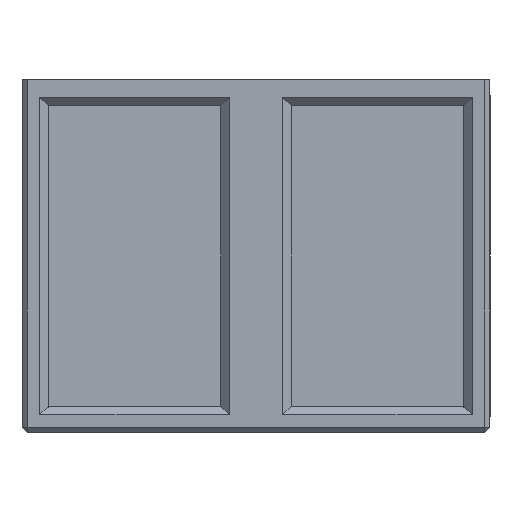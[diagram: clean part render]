
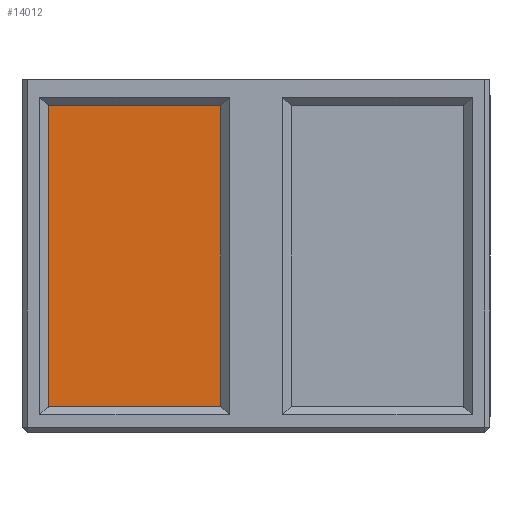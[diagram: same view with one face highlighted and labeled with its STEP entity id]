
A CAD part, front view. The second image highlights one B-rep face of the part: STEP entity #14012.
In plain terms, the highlighted planar face has unit normal (0, -1, 0).
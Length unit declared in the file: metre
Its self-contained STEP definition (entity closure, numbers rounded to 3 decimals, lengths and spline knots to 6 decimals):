
#429 = VERTEX_POINT ( 'NONE', #12992 ) ;
#1217 = FACE_OUTER_BOUND ( 'NONE', #14188, .T. ) ;
#1760 = VERTEX_POINT ( 'NONE', #4537 ) ;
#1841 = VECTOR ( 'NONE', #8205, 1. ) ;
#2035 = LINE ( 'NONE', #13363, #1841 ) ;
#2403 = LINE ( 'NONE', #15991, #15649 ) ;
#2664 = CARTESIAN_POINT ( 'NONE',  ( -1.175, -15.3, -1.31 ) ) ;
#2831 = VERTEX_POINT ( 'NONE', #11325 ) ;
#3886 = EDGE_CURVE ( 'NONE', #12391, #429, #14448, .T. ) ;
#4036 = DIRECTION ( 'NONE',  ( 0., -1., 0. ) ) ;
#4537 = CARTESIAN_POINT ( 'NONE',  ( -1.175, -15.3, -3.01 ) ) ;
#5936 = VECTOR ( 'NONE', #7019, 1. ) ;
#6846 = DIRECTION ( 'NONE',  ( 0., 0., 1. ) ) ;
#7019 = DIRECTION ( 'NONE',  ( 1., 0., 0. ) ) ;
#8196 = CARTESIAN_POINT ( 'NONE',  ( -1.175, -15.3, 0. ) ) ;
#8205 = DIRECTION ( 'NONE',  ( 0., 0., -1. ) ) ;
#11325 = CARTESIAN_POINT ( 'NONE',  ( -0.2, -15.3, -3.01 ) ) ;
#11883 = ORIENTED_EDGE ( 'NONE', *, *, #17043, .F. ) ;
#11919 = DIRECTION ( 'NONE',  ( -1., 0., 0. ) ) ;
#12391 = VERTEX_POINT ( 'NONE', #2664 ) ;
#12553 = AXIS2_PLACEMENT_3D ( 'NONE', #16532, #4036, #6846 ) ;
#12558 = EDGE_CURVE ( 'NONE', #2831, #1760, #2403, .T. ) ;
#12992 = CARTESIAN_POINT ( 'NONE',  ( -0.2, -15.3, -1.31 ) ) ;
#13363 = CARTESIAN_POINT ( 'NONE',  ( -0.2, -15.3, 0. ) ) ;
#13713 = DIRECTION ( 'NONE',  ( 0., 0., 1. ) ) ;
#13815 = PLANE ( 'NONE',  #12553 ) ;
#13970 = EDGE_CURVE ( 'NONE', #429, #2831, #2035, .T. ) ;
#14012 = ADVANCED_FACE ( 'NONE', ( #1217 ), #13815, .T. ) ;
#14188 = EDGE_LOOP ( 'NONE', ( #17635, #11883, #15253, #16371 ) ) ;
#14448 = LINE ( 'NONE', #16354, #5936 ) ;
#14971 = VECTOR ( 'NONE', #13713, 1. ) ;
#15077 = LINE ( 'NONE', #8196, #14971 ) ;
#15253 = ORIENTED_EDGE ( 'NONE', *, *, #12558, .F. ) ;
#15649 = VECTOR ( 'NONE', #11919, 1. ) ;
#15991 = CARTESIAN_POINT ( 'NONE',  ( 0., -15.3, -3.01 ) ) ;
#16354 = CARTESIAN_POINT ( 'NONE',  ( 0., -15.3, -1.31 ) ) ;
#16371 = ORIENTED_EDGE ( 'NONE', *, *, #13970, .F. ) ;
#16532 = CARTESIAN_POINT ( 'NONE',  ( 0., -15.3, 0. ) ) ;
#17043 = EDGE_CURVE ( 'NONE', #1760, #12391, #15077, .T. ) ;
#17635 = ORIENTED_EDGE ( 'NONE', *, *, #3886, .F. ) ;
